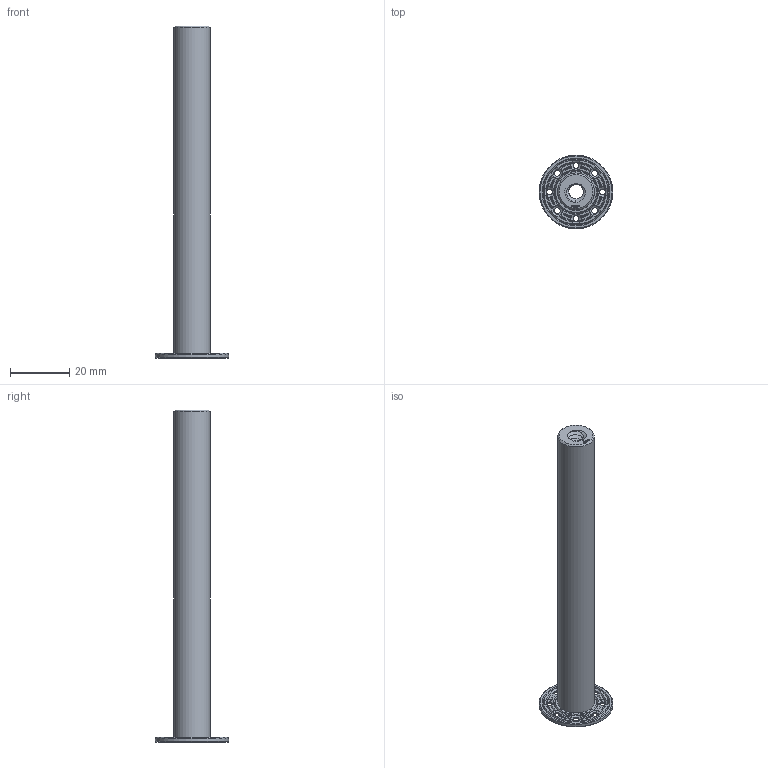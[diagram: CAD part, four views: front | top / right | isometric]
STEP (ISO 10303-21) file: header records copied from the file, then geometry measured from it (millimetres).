
FILE_DESCRIPTION(('FreeCAD Model'),'2;1');
FILE_NAME('Open CASCADE Shape Model','2024-01-05T15:19:05',(''),(''), 'Open CASCADE STEP processor 7.6','FreeCAD','Unknown');
FILE_SCHEMA(('AUTOMOTIVE_DESIGN { 1 0 10303 214 1 1 1 1 }'));
Length unit declared in the file: millimetre
Products named in the file (1): Nut RH ADHM FLN BU02.00x00.125x09.00 - SPN-NUT-0135 (stemfie.org)
Bounding box: 25 x 25 x 112.5 mm (x, y, z)
Volume: 10676.1 mm3; surface area: 10035.5 mm2
Topology: 1 solids, 1 shells, 770 faces, 2055 edges, 1305 vertices
Faces by surface type: plane 353, bspline 166, extrusion 150, cone 91, cylinder 10
Full cylindrical faces by diameter (mm): 2 x8, 12.5 x1, 25 x1
Entity records: 69287 total; most frequent: CARTESIAN_POINT 31379, DIRECTION 5683, ORIENTED_EDGE 4110, PCURVE 4110, DEFINITIONAL_REPRESENTATION 4110, VECTOR 4105, LINE 3955, EDGE_CURVE 2055
